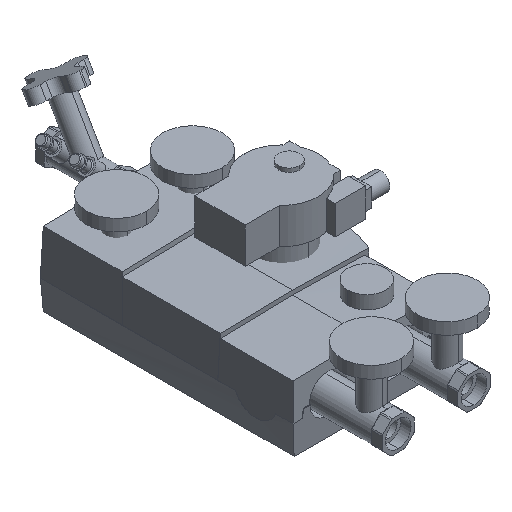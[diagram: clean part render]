
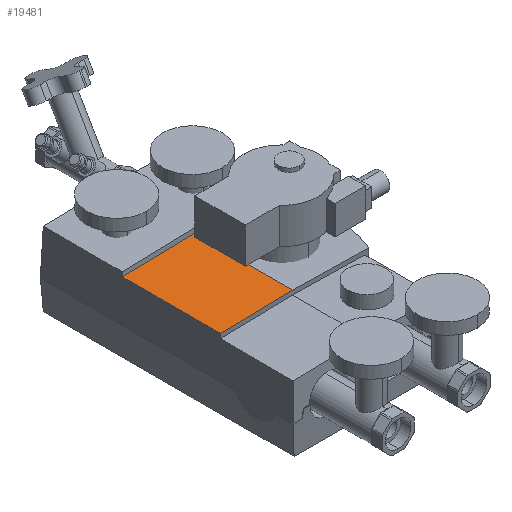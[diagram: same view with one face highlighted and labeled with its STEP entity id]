
A CAD part, isometric view. The second image highlights one B-rep face of the part: STEP entity #19481.
In plain terms, the highlighted cylindrical face has radius 2000 mm (diameter 4000 mm), a partial arc.
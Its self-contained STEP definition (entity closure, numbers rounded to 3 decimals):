
#353 = EDGE_CURVE ( 'NONE', #4792, #7935, #5577, .T. ) ;
#855 = DIRECTION ( 'NONE',  ( 0., 1., 0. ) ) ;
#1006 = CARTESIAN_POINT ( 'NONE',  ( -85.63, -57., 38.166 ) ) ;
#1301 = EDGE_CURVE ( 'NONE', #13975, #9066, #2238, .T. ) ;
#1321 = ORIENTED_EDGE ( 'NONE', *, *, #1301, .F. ) ;
#1756 = ORIENTED_EDGE ( 'NONE', *, *, #353, .T. ) ;
#2238 =( BOUNDED_CURVE ( )  B_SPLINE_CURVE ( 3, ( #18506, #8757, #15432, #4302 ),
 .UNSPECIFIED., .F., .T. ) 
 B_SPLINE_CURVE_WITH_KNOTS ( ( 4, 4 ),
 ( 6.24, 6.283 ),
 .UNSPECIFIED. ) 
 CURVE ( )  GEOMETRIC_REPRESENTATION_ITEM ( )  RATIONAL_B_SPLINE_CURVE ( ( 1., 1., 1., 1. ) ) 
 REPRESENTATION_ITEM ( '' )  );
#2706 = VECTOR ( 'NONE', #7343, 1000. ) ;
#2913 = EDGE_CURVE ( 'NONE', #7321, #13975, #13350, .T. ) ;
#3358 = CARTESIAN_POINT ( 'NONE',  ( 0., -57., -1960. ) ) ;
#3569 = DIRECTION ( 'NONE',  ( 0., 0., 1. ) ) ;
#3704 = CARTESIAN_POINT ( 'NONE',  ( 0., 58.397, 40. ) ) ;
#4122 = CARTESIAN_POINT ( 'NONE',  ( -85.63, 58.333, 38.166 ) ) ;
#4302 = CARTESIAN_POINT ( 'NONE',  ( 0., 58.397, 40. ) ) ;
#4461 = CYLINDRICAL_SURFACE ( 'NONE', #9474, 2000. ) ;
#4720 = CARTESIAN_POINT ( 'NONE',  ( -85.63, -58.333, 38.166 ) ) ;
#4731 = CARTESIAN_POINT ( 'NONE',  ( -85.63, 58.333, 38.166 ) ) ;
#4792 = VERTEX_POINT ( 'NONE', #4720 ) ;
#4866 = DIRECTION ( 'NONE',  ( 0., 1., 0. ) ) ;
#5203 = CARTESIAN_POINT ( 'NONE',  ( -28.554, -58.397, 40. ) ) ;
#5402 = CARTESIAN_POINT ( 'NONE',  ( 0., -57., 40. ) ) ;
#5577 =( BOUNDED_CURVE ( )  B_SPLINE_CURVE ( 3, ( #16440, #6997, #5203, #19600 ),
 .UNSPECIFIED., .F., .T. ) 
 B_SPLINE_CURVE_WITH_KNOTS ( ( 4, 4 ),
 ( 3.099, 3.142 ),
 .UNSPECIFIED. ) 
 CURVE ( )  GEOMETRIC_REPRESENTATION_ITEM ( )  RATIONAL_B_SPLINE_CURVE ( ( 1., 1., 1., 1. ) ) 
 REPRESENTATION_ITEM ( '' )  );
#5602 = ORIENTED_EDGE ( 'NONE', *, *, #2913, .F. ) ;
#6698 = CARTESIAN_POINT ( 'NONE',  ( -85.616, 58.333, 38.167 ) ) ;
#6997 = CARTESIAN_POINT ( 'NONE',  ( -57.102, -58.375, 39.389 ) ) ;
#7321 = VERTEX_POINT ( 'NONE', #4731 ) ;
#7343 = DIRECTION ( 'NONE',  ( 0., 1., 0. ) ) ;
#7935 = VERTEX_POINT ( 'NONE', #18799 ) ;
#8476 = EDGE_CURVE ( 'NONE', #7935, #9066, #19405, .T. ) ;
#8757 = CARTESIAN_POINT ( 'NONE',  ( -57.075, 58.375, 39.389 ) ) ;
#9066 = VERTEX_POINT ( 'NONE', #3704 ) ;
#9474 = AXIS2_PLACEMENT_3D ( 'NONE', #3358, #4866, #3569 ) ;
#9578 = ORIENTED_EDGE ( 'NONE', *, *, #11553, .F. ) ;
#11553 = EDGE_CURVE ( 'NONE', #4792, #7321, #14933, .T. ) ;
#12720 = EDGE_LOOP ( 'NONE', ( #1756, #15052, #1321, #5602, #9578 ) ) ;
#13350 =( BOUNDED_CURVE ( )  B_SPLINE_CURVE ( 3, ( #4122, #6698, #15148, #19467 ),
 .UNSPECIFIED., .F., .T. ) 
 B_SPLINE_CURVE_WITH_KNOTS ( ( 4, 4 ),
 ( 6.24, 6.24 ),
 .UNSPECIFIED. ) 
 CURVE ( )  GEOMETRIC_REPRESENTATION_ITEM ( )  RATIONAL_B_SPLINE_CURVE ( ( 1., 1., 1., 1. ) ) 
 REPRESENTATION_ITEM ( '' )  );
#13624 = FACE_OUTER_BOUND ( 'NONE', #12720, .T. ) ;
#13975 = VERTEX_POINT ( 'NONE', #14915 ) ;
#14915 = CARTESIAN_POINT ( 'NONE',  ( -85.589, 58.333, 38.168 ) ) ;
#14933 = LINE ( 'NONE', #1006, #2706 ) ;
#15052 = ORIENTED_EDGE ( 'NONE', *, *, #8476, .T. ) ;
#15148 = CARTESIAN_POINT ( 'NONE',  ( -85.603, 58.333, 38.167 ) ) ;
#15432 = CARTESIAN_POINT ( 'NONE',  ( -28.541, 58.397, 40. ) ) ;
#16440 = CARTESIAN_POINT ( 'NONE',  ( -85.63, -58.333, 38.166 ) ) ;
#16796 = VECTOR ( 'NONE', #855, 1000. ) ;
#18506 = CARTESIAN_POINT ( 'NONE',  ( -85.589, 58.333, 38.168 ) ) ;
#18799 = CARTESIAN_POINT ( 'NONE',  ( 0., -58.397, 40. ) ) ;
#19405 = LINE ( 'NONE', #5402, #16796 ) ;
#19467 = CARTESIAN_POINT ( 'NONE',  ( -85.589, 58.333, 38.168 ) ) ;
#19481 = ADVANCED_FACE ( 'NONE', ( #13624 ), #4461, .T. ) ;
#19600 = CARTESIAN_POINT ( 'NONE',  ( 0., -58.397, 40. ) ) ;
